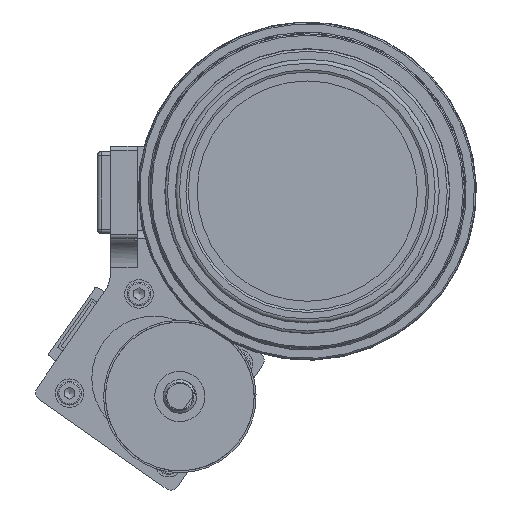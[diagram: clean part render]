
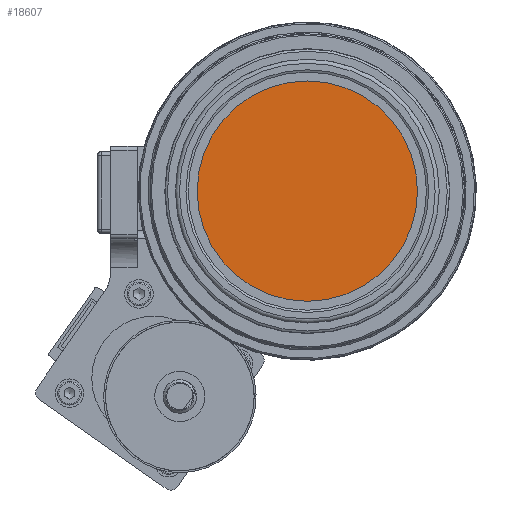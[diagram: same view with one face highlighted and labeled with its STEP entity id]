
A CAD part, left-side view. The second image highlights one B-rep face of the part: STEP entity #18607.
In plain terms, the highlighted planar face has unit normal (1, 0, 0).
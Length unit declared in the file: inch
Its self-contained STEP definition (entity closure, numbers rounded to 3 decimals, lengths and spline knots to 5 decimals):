
#420=FACE_BOUND('',#3110,.T.);
#1006=CIRCLE('',#19809,1.1605);
#1007=CIRCLE('',#19810,1.1605);
#1008=CIRCLE('',#19811,1.16);
#1009=CIRCLE('',#19812,1.16);
#2066=FACE_OUTER_BOUND('',#3109,.T.);
#3109=EDGE_LOOP('',(#14090,#14091));
#3110=EDGE_LOOP('',(#14092,#14093));
#7894=VERTEX_POINT('',#29899);
#7895=VERTEX_POINT('',#29900);
#7896=VERTEX_POINT('',#29903);
#7897=VERTEX_POINT('',#29904);
#10117=EDGE_CURVE('',#7894,#7895,#1006,.T.);
#10118=EDGE_CURVE('',#7895,#7894,#1007,.T.);
#10119=EDGE_CURVE('',#7896,#7897,#1008,.T.);
#10120=EDGE_CURVE('',#7897,#7896,#1009,.T.);
#14090=ORIENTED_EDGE('',*,*,#10117,.T.);
#14091=ORIENTED_EDGE('',*,*,#10118,.T.);
#14092=ORIENTED_EDGE('',*,*,#10119,.F.);
#14093=ORIENTED_EDGE('',*,*,#10120,.F.);
#16859=PLANE('',#19808);
#18607=ADVANCED_FACE('',(#2066,#420),#16859,.T.);
#19808=AXIS2_PLACEMENT_3D('',#29898,#23133,#23134);
#19809=AXIS2_PLACEMENT_3D('',#29901,#23135,#23136);
#19810=AXIS2_PLACEMENT_3D('',#29902,#23137,#23138);
#19811=AXIS2_PLACEMENT_3D('',#29905,#23139,#23140);
#19812=AXIS2_PLACEMENT_3D('',#29906,#23141,#23142);
#23133=DIRECTION('center_axis',(1.,0.,0.));
#23134=DIRECTION('ref_axis',(0.,-0.071,
-0.997));
#23135=DIRECTION('center_axis',(1.,0.,0.));
#23136=DIRECTION('ref_axis',(0.,-0.669,-0.744));
#23137=DIRECTION('center_axis',(1.,0.,0.));
#23138=DIRECTION('ref_axis',(0.,-0.669,-0.744));
#23139=DIRECTION('center_axis',(1.,0.,0.));
#23140=DIRECTION('ref_axis',(0.,-0.071,
-0.997));
#23141=DIRECTION('center_axis',(1.,0.,0.));
#23142=DIRECTION('ref_axis',(0.,-0.071,
-0.997));
#29898=CARTESIAN_POINT('Origin',(-0.06279,1.15706,-0.08253));
#29899=CARTESIAN_POINT('',(-0.06279,-0.77588,-0.863));
#29900=CARTESIAN_POINT('',(-0.06279,0.77588,0.863));
#29901=CARTESIAN_POINT('Origin',(-0.06279,0.,
0.));
#29902=CARTESIAN_POINT('Origin',(-0.06279,0.,
0.));
#29903=CARTESIAN_POINT('',(-0.06279,1.15706,-0.08253));
#29904=CARTESIAN_POINT('',(-0.06279,-1.15706,0.08253));
#29905=CARTESIAN_POINT('Origin',(-0.06279,0.,
0.));
#29906=CARTESIAN_POINT('Origin',(-0.06279,0.,
0.));
